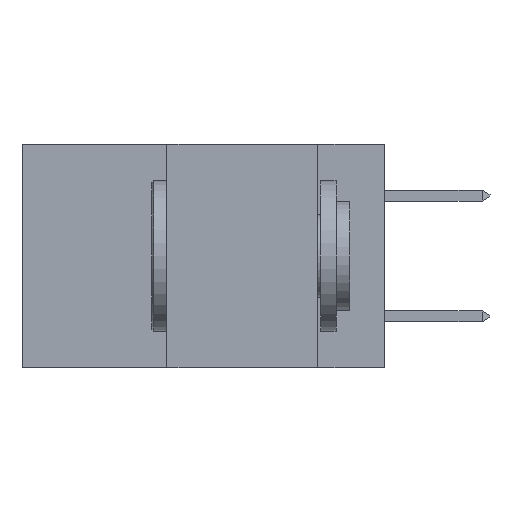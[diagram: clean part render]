
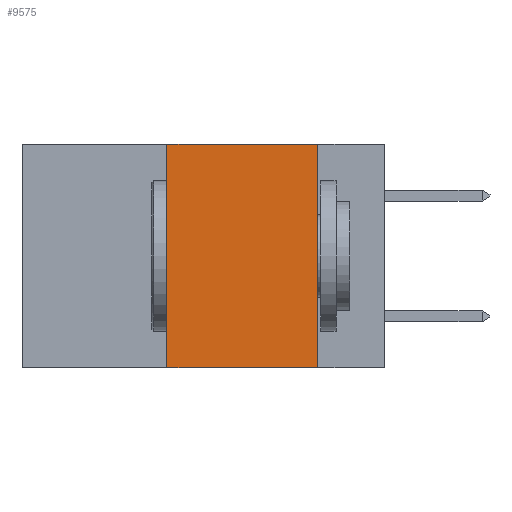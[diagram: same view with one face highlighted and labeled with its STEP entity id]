
A CAD part, left-side view. The second image highlights one B-rep face of the part: STEP entity #9575.
In plain terms, the highlighted planar face has unit normal (-1, 0, 0).
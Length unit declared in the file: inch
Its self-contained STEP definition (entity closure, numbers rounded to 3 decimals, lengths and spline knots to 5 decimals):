
#141 = ORIENTED_EDGE ( 'NONE', *, *, #6021, .F. ) ;
#201 = VERTEX_POINT ( 'NONE', #8324 ) ;
#626 = AXIS2_PLACEMENT_3D ( 'NONE', #8711, #9555, #4457 ) ;
#693 = ORIENTED_EDGE ( 'NONE', *, *, #7225, .T. ) ;
#868 = DIRECTION ( 'NONE',  ( 0., -1., 0. ) ) ;
#944 = CARTESIAN_POINT ( 'NONE',  ( 0., 0.6, 0. ) ) ;
#1606 = DIRECTION ( 'NONE',  ( 0., 0., 1. ) ) ;
#1895 = LINE ( 'NONE', #9339, #10776 ) ;
#1923 = LINE ( 'NONE', #944, #10796 ) ;
#2735 = VERTEX_POINT ( 'NONE', #3904 ) ;
#3555 = PLANE ( 'NONE',  #626 ) ;
#3904 = CARTESIAN_POINT ( 'NONE',  ( 0., 0.36, -0.37 ) ) ;
#4220 = VECTOR ( 'NONE', #1606, 39.37008 ) ;
#4402 = CARTESIAN_POINT ( 'NONE',  ( 0., 0.6, -0.37 ) ) ;
#4413 = VERTEX_POINT ( 'NONE', #5709 ) ;
#4457 = DIRECTION ( 'NONE',  ( 0., 0., -1. ) ) ;
#5103 = EDGE_CURVE ( 'NONE', #10215, #201, #1923, .T. ) ;
#5315 = CARTESIAN_POINT ( 'NONE',  ( 0., 0.36, 0. ) ) ;
#5709 = CARTESIAN_POINT ( 'NONE',  ( 0., 0.11, -0.37 ) ) ;
#5955 = EDGE_LOOP ( 'NONE', ( #141, #7014, #7294, #693 ) ) ;
#6007 = EDGE_CURVE ( 'NONE', #2735, #10215, #11040, .T. ) ;
#6021 = EDGE_CURVE ( 'NONE', #201, #4413, #1895, .T. ) ;
#6260 = VECTOR ( 'NONE', #9500, 39.37008 ) ;
#7014 = ORIENTED_EDGE ( 'NONE', *, *, #5103, .F. ) ;
#7225 = EDGE_CURVE ( 'NONE', #2735, #4413, #8498, .T. ) ;
#7294 = ORIENTED_EDGE ( 'NONE', *, *, #6007, .F. ) ;
#7656 = CARTESIAN_POINT ( 'NONE',  ( 0., 0.36, 0. ) ) ;
#8324 = CARTESIAN_POINT ( 'NONE',  ( 0., 0.11, 0. ) ) ;
#8498 = LINE ( 'NONE', #4402, #6260 ) ;
#8711 = CARTESIAN_POINT ( 'NONE',  ( 0., 0.6, 0. ) ) ;
#9339 = CARTESIAN_POINT ( 'NONE',  ( 0., 0.11, 0. ) ) ;
#9467 = FACE_OUTER_BOUND ( 'NONE', #5955, .T. ) ;
#9500 = DIRECTION ( 'NONE',  ( 0., -1., 0. ) ) ;
#9555 = DIRECTION ( 'NONE',  ( 1., 0., 0. ) ) ;
#9575 = ADVANCED_FACE ( 'NONE', ( #9467 ), #3555, .F. ) ;
#10188 = DIRECTION ( 'NONE',  ( 0., 0., -1. ) ) ;
#10215 = VERTEX_POINT ( 'NONE', #5315 ) ;
#10776 = VECTOR ( 'NONE', #10188, 39.37008 ) ;
#10796 = VECTOR ( 'NONE', #868, 39.37008 ) ;
#11040 = LINE ( 'NONE', #7656, #4220 ) ;
